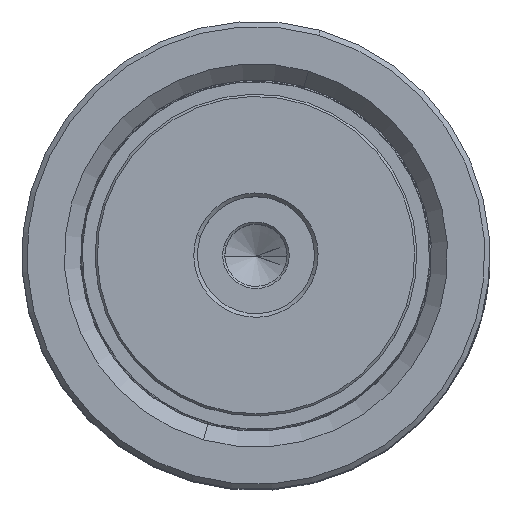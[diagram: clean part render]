
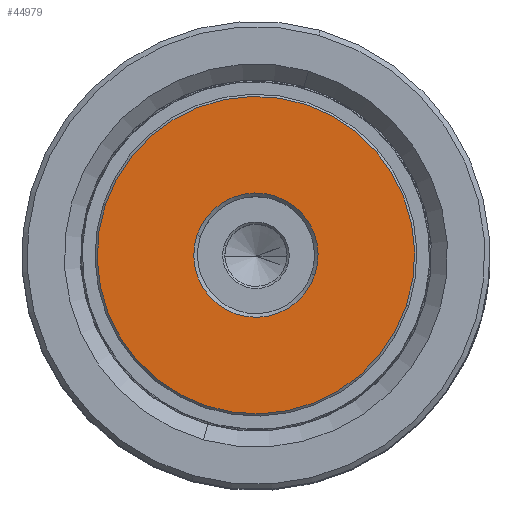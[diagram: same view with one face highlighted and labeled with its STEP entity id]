
A CAD part, top view. The second image highlights one B-rep face of the part: STEP entity #44979.
In plain terms, the highlighted face is planar.
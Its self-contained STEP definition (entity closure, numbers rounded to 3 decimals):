
#2506 = VERTEX_POINT ( 'NONE', #25168 ) ;
#2765 = DIRECTION ( 'NONE',  ( 1., 0., 0. ) ) ;
#3214 = FACE_BOUND ( 'NONE', #10796, .T. ) ;
#3990 = CARTESIAN_POINT ( 'NONE',  ( 0., 0., 0. ) ) ;
#4322 = VERTEX_POINT ( 'NONE', #53024 ) ;
#4694 = EDGE_LOOP ( 'NONE', ( #25550, #43533 ) ) ;
#6756 = EDGE_CURVE ( 'NONE', #25942, #9444, #27493, .T. ) ;
#6898 = AXIS2_PLACEMENT_3D ( 'NONE', #22339, #26501, #34882 ) ;
#7774 = FACE_OUTER_BOUND ( 'NONE', #4694, .T. ) ;
#8545 = DIRECTION ( 'NONE',  ( 0., 0., -1. ) ) ;
#9444 = VERTEX_POINT ( 'NONE', #50018 ) ;
#9738 = PLANE ( 'NONE',  #6898 ) ;
#10796 = EDGE_LOOP ( 'NONE', ( #21041, #26006 ) ) ;
#10988 = EDGE_CURVE ( 'NONE', #2506, #4322, #37793, .T. ) ;
#11149 = DIRECTION ( 'NONE',  ( 0., 0., 1. ) ) ;
#12049 = DIRECTION ( 'NONE',  ( 0., 0., 1. ) ) ;
#13004 = EDGE_CURVE ( 'NONE', #4322, #2506, #14299, .T. ) ;
#14255 = AXIS2_PLACEMENT_3D ( 'NONE', #35559, #39943, #2765 ) ;
#14299 = CIRCLE ( 'NONE', #20803, 8.5 ) ;
#18052 = EDGE_CURVE ( 'NONE', #9444, #25942, #22660, .T. ) ;
#19038 = CARTESIAN_POINT ( 'NONE',  ( 0., 0., 0. ) ) ;
#19093 = CARTESIAN_POINT ( 'NONE',  ( -21.7, 0., 0. ) ) ;
#20803 = AXIS2_PLACEMENT_3D ( 'NONE', #45192, #12049, #36821 ) ;
#21041 = ORIENTED_EDGE ( 'NONE', *, *, #13004, .T. ) ;
#22339 = CARTESIAN_POINT ( 'NONE',  ( 0., 0., 0. ) ) ;
#22660 = CIRCLE ( 'NONE', #14255, 21.7 ) ;
#25168 = CARTESIAN_POINT ( 'NONE',  ( 8.5, 0., 0. ) ) ;
#25550 = ORIENTED_EDGE ( 'NONE', *, *, #18052, .T. ) ;
#25942 = VERTEX_POINT ( 'NONE', #19093 ) ;
#26006 = ORIENTED_EDGE ( 'NONE', *, *, #10988, .T. ) ;
#26360 = AXIS2_PLACEMENT_3D ( 'NONE', #19038, #11149, #52856 ) ;
#26501 = DIRECTION ( 'NONE',  ( 0., 0., 1. ) ) ;
#27493 = CIRCLE ( 'NONE', #34642, 21.7 ) ;
#34642 = AXIS2_PLACEMENT_3D ( 'NONE', #3990, #8545, #45523 ) ;
#34882 = DIRECTION ( 'NONE',  ( 1., 0., 0. ) ) ;
#35559 = CARTESIAN_POINT ( 'NONE',  ( 0., 0., 0. ) ) ;
#36821 = DIRECTION ( 'NONE',  ( 1., 0., 0. ) ) ;
#37793 = CIRCLE ( 'NONE', #26360, 8.5 ) ;
#39943 = DIRECTION ( 'NONE',  ( 0., 0., -1. ) ) ;
#43533 = ORIENTED_EDGE ( 'NONE', *, *, #6756, .T. ) ;
#44979 = ADVANCED_FACE ( 'NONE', ( #7774, #3214 ), #9738, .F. ) ;
#45192 = CARTESIAN_POINT ( 'NONE',  ( 0., 0., 0. ) ) ;
#45523 = DIRECTION ( 'NONE',  ( 1., 0., 0. ) ) ;
#50018 = CARTESIAN_POINT ( 'NONE',  ( 21.7, 0., 0. ) ) ;
#52856 = DIRECTION ( 'NONE',  ( 1., 0., 0. ) ) ;
#53024 = CARTESIAN_POINT ( 'NONE',  ( -8.5, 0., 0. ) ) ;
